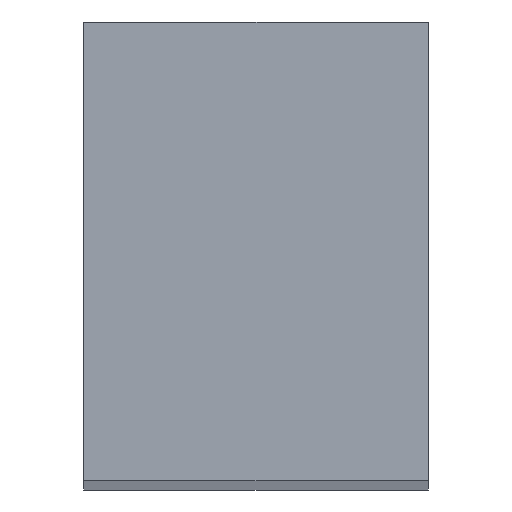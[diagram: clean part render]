
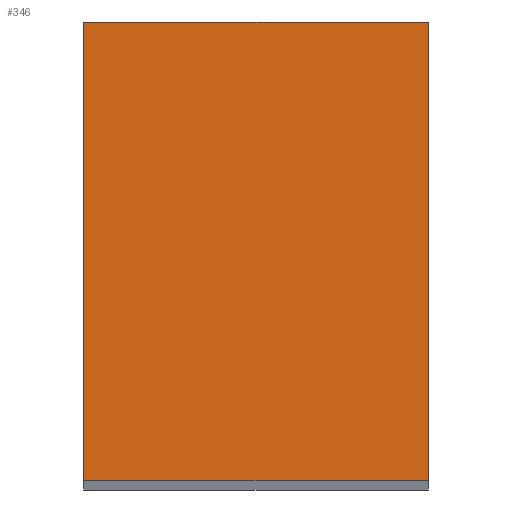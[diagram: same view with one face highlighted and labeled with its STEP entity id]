
A CAD part, top view. The second image highlights one B-rep face of the part: STEP entity #346.
In plain terms, the highlighted planar face has unit normal (0, 0, 1).
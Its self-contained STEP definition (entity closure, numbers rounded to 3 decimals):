
#4 = VECTOR ( 'NONE', #340, 1000. ) ;
#15 = CARTESIAN_POINT ( 'NONE',  ( 7.5, 10., 230. ) ) ;
#34 = DIRECTION ( 'NONE',  ( -1., 0., 0. ) ) ;
#112 = LINE ( 'NONE', #514, #4 ) ;
#117 = LINE ( 'NONE', #535, #570 ) ;
#151 = CARTESIAN_POINT ( 'NONE',  ( 7.5, -10., 230. ) ) ;
#161 = CARTESIAN_POINT ( 'NONE',  ( 0., 0., 230. ) ) ;
#164 = DIRECTION ( 'NONE',  ( 0., 1., 0. ) ) ;
#168 = DIRECTION ( 'NONE',  ( 1., 0., 0. ) ) ;
#231 = EDGE_CURVE ( 'NONE', #402, #449, #112, .T. ) ;
#236 = DIRECTION ( 'NONE',  ( 1., 0., 0. ) ) ;
#237 = ORIENTED_EDGE ( 'NONE', *, *, #231, .T. ) ;
#260 = VERTEX_POINT ( 'NONE', #15 ) ;
#291 = VECTOR ( 'NONE', #34, 1000. ) ;
#298 = CARTESIAN_POINT ( 'NONE',  ( -7.5, -10., 230. ) ) ;
#307 = ORIENTED_EDGE ( 'NONE', *, *, #536, .T. ) ;
#313 = EDGE_LOOP ( 'NONE', ( #307, #438, #237, #589 ) ) ;
#340 = DIRECTION ( 'NONE',  ( 0., -1., 0. ) ) ;
#346 = ADVANCED_FACE ( 'NONE', ( #574 ), #526, .T. ) ;
#366 = VERTEX_POINT ( 'NONE', #151 ) ;
#381 = CARTESIAN_POINT ( 'NONE',  ( -7.5, 10., 230. ) ) ;
#396 = LINE ( 'NONE', #488, #541 ) ;
#402 = VERTEX_POINT ( 'NONE', #381 ) ;
#413 = AXIS2_PLACEMENT_3D ( 'NONE', #161, #564, #236 ) ;
#437 = LINE ( 'NONE', #442, #291 ) ;
#438 = ORIENTED_EDGE ( 'NONE', *, *, #569, .T. ) ;
#442 = CARTESIAN_POINT ( 'NONE',  ( -7.5, 10., 230. ) ) ;
#449 = VERTEX_POINT ( 'NONE', #298 ) ;
#488 = CARTESIAN_POINT ( 'NONE',  ( -7.5, -10., 230. ) ) ;
#514 = CARTESIAN_POINT ( 'NONE',  ( -7.5, 10., 230. ) ) ;
#526 = PLANE ( 'NONE',  #413 ) ;
#535 = CARTESIAN_POINT ( 'NONE',  ( 7.5, 10., 230. ) ) ;
#536 = EDGE_CURVE ( 'NONE', #366, #260, #117, .T. ) ;
#541 = VECTOR ( 'NONE', #168, 1000. ) ;
#545 = EDGE_CURVE ( 'NONE', #449, #366, #396, .T. ) ;
#564 = DIRECTION ( 'NONE',  ( 0., 0., 1. ) ) ;
#569 = EDGE_CURVE ( 'NONE', #260, #402, #437, .T. ) ;
#570 = VECTOR ( 'NONE', #164, 1000. ) ;
#574 = FACE_OUTER_BOUND ( 'NONE', #313, .T. ) ;
#589 = ORIENTED_EDGE ( 'NONE', *, *, #545, .T. ) ;
